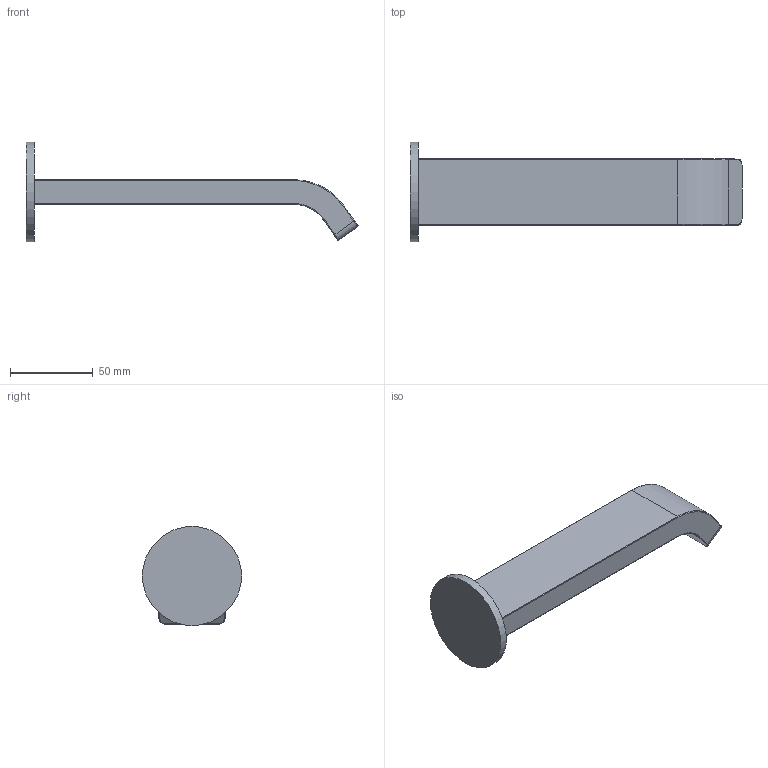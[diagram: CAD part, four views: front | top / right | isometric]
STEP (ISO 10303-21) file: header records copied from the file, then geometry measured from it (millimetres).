
FILE_DESCRIPTION(/* description */ (''),/* implementation_level */ '2;1');
FILE_NAME(/* name */ '3D_TVT106505152_Dawn.step',/* time_stamp */ '2023-01-19T15:23:00+01:00',/* author */ (''),/* organization */ (''),/* preprocessor_version */ 'ST-DEVELOPER v19.2',/* originating_system */ 'Autodesk Translation Framework v11.17.0.187',/* authorisation */ '');
FILE_SCHEMA (('AUTOMOTIVE_DESIGN { 1 0 10303 214 3 1 1 }'));
Length unit declared in the file: millimetre
Products named in the file (7): (Nicht gespeichert); 700194VEB0_ASM; 16002313_ASM; 12000729; 02000383; 16001093_ASM; 11000041
Assembly tree (6 placements, depth 4):
  (Nicht gespeichert)
    700194VEB0_ASM
      16002313_ASM
        12000729
      02000383
      16001093_ASM
        11000041
Bounding box: 200.95 x 60 x 60 mm (x, y, z)
Volume: 129171.9 mm3; surface area: 32551.3 mm2
Topology: 2 solids, 3 shells, 115 faces, 277 edges, 170 vertices
Faces by surface type: plane 56, cylinder 35, cone 12, torus 8, bspline 4
Full cylindrical faces by diameter (mm): 60 x1
Entity records: 3649 total; most frequent: CARTESIAN_POINT 767, DIRECTION 611, ORIENTED_EDGE 542, EDGE_CURVE 277, AXIS2_PLACEMENT_3D 218, LINE 175, VECTOR 175, VERTEX_POINT 170
